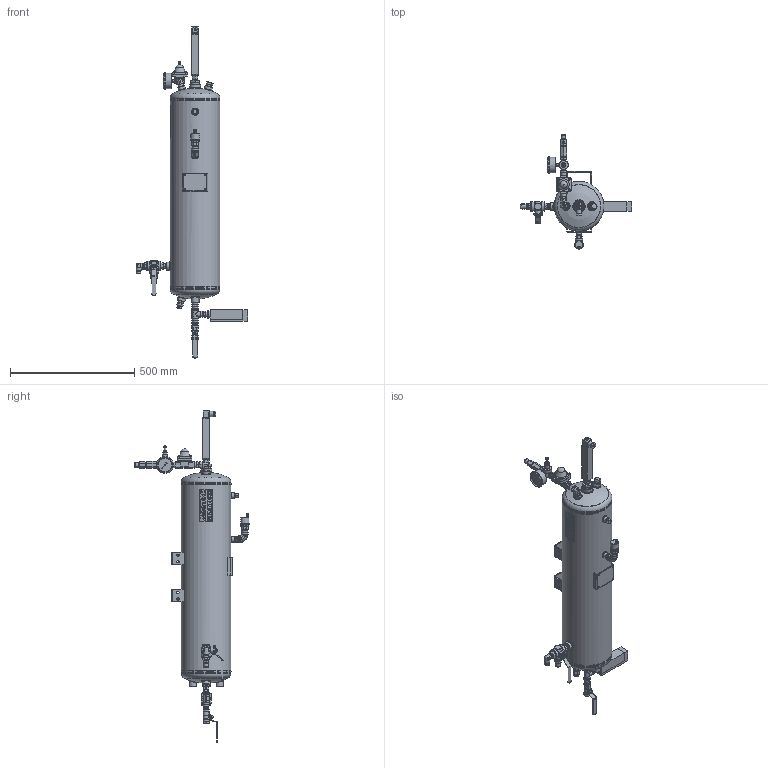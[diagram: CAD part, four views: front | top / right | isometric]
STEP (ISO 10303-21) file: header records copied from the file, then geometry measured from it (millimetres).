
FILE_DESCRIPTION(/* description */ ('Unknown'),/* implementation_level */ '2;1');
FILE_NAME(/* name */ 'W225CCSAIDC-A-',/* time_stamp */ '2023-03-22T15:09:37+00:00',/* author */ ('Unknown'),/* organization */ ('Unknown'),/* preprocessor_version */ 'ST-DEVELOPER v16.7',/* originating_system */ 'Solid Edge',/* authorisation */ 'Unknown');
FILE_SCHEMA (('AUTOMOTIVE_DESIGN {1 0 10303 214 3 1 1}'));
Length unit declared in the file: millimetre
Products named in the file (50): 3195959; 2035020; 2013362; 2032857; 2033704; 2051466; 2015923; 2011208; 2032893; 2032147; 2011133; 2032873; 2035020_812_3,634_812:1_oa_0; 2035020_812_3,634_812:1_oa_1; 2035020_812_3,634_812:1_oa_2; 2051700; 3028411; 2015404; 2035020_812_3,634_812:1_oa_3; 3016603; 2051131; 2035020_812_3,634_812:1_oa_4; 2035020_812_3,634_812:1_oa_5; 2050292; 2035020_812_3,634_812:1_oa_6; 2035020_812_3,634_812:1_oa_7; 2026333; 2028094; 2021615; 2026443; 2075344; 2026385; 2035471; 2027070; 2026216; 2026442; 2059736; 2026791; 2027072; 2026972 ...
Assembly tree (62 placements, depth 3):
  3195959
    2035020
      2013362
      2032857
      2033704  x2
      2051466
      2015923  x4
      2011208
      2032893
      2032147  x3
      2011133
      2032873
      2035020_812_3,634_812:1_oa_0
      2035020_812_3,634_812:1_oa_1
      2035020_812_3,634_812:1_oa_2
      2051700  x4
      3028411  x3
      2015404
      2035020_812_3,634_812:1_oa_3
      3016603
      2051131
      2035020_812_3,634_812:1_oa_4
      2035020_812_3,634_812:1_oa_5
      2050292
      2035020_812_3,634_812:1_oa_6
      2035020_812_3,634_812:1_oa_7
    2026333
    2028094
    2021615
    2026443
    2075344
    2026385
    2035471
    2027070
    2026216  x3
    2026442
    2059736
    2026791
    2027072
    2026972
    3001735
    2026331
    3001737
    2026341
    2061221
    2037505
    3004908
    3001736
    3004915
    2021386
Bounding box: 450.31 x 460.24 x 1337.24 mm (x, y, z)
Volume: 3143955.1 mm3; surface area: 2056569.7 mm2
Topology: 70 solids, 73 shells, 1996 faces, 4673 edges, 2948 vertices
Faces by surface type: plane 888, cylinder 506, cone 284, bspline 179, torus 100, sphere 39
Full cylindrical faces by diameter (mm): 0.792 x2, 1.016 x1, 2 x4, 2.794 x1, 3.2 x4, 3.5 x4, 4 x4, 4.064 x4, 4.191 x4, 5.26 x1, 5.89 x1, 5.93 x4, 6 x2, 6.2 x7, 6.35 x6, 6.58 x1, 6.858 x2, 7 x1, 7.112 x1, 7.62 x2, 8.376 x1, 8.38 x1, 8.382 x1, 8.534 x2, 8.636 x1, 8.712 x2, 8.889 x1, 8.89 x1, 8.903 x2, 9 x8
Entity records: 79849 total; most frequent: CARTESIAN_POINT 32975, ORIENTED_EDGE 7452, DIRECTION 7317, EDGE_CURVE 3726, AXIS2_PLACEMENT_3D 3010, VERTEX_POINT 2592, FACE_BOUND 2584, EDGE_LOOP 2577
